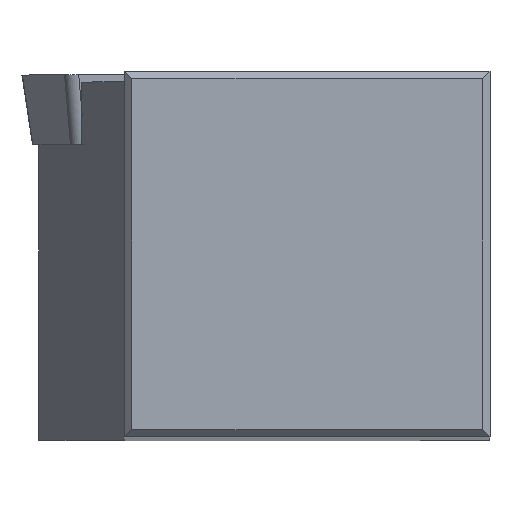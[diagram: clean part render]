
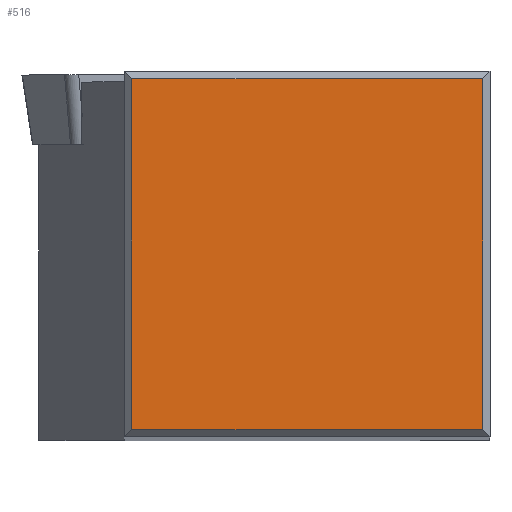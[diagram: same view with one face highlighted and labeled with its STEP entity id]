
A CAD part, top view. The second image highlights one B-rep face of the part: STEP entity #516.
In plain terms, the highlighted planar face has unit normal (0, 0, 1).
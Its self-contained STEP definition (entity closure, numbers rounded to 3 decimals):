
#112=DIRECTION('',(-1.,0.,0.));
#113=VECTOR('',#112,24.);
#114=CARTESIAN_POINT('',(-0.5,24.5,0.));
#115=LINE('',#114,#113);
#119=DIRECTION('',(0.,1.,0.));
#120=VECTOR('',#119,24.);
#121=CARTESIAN_POINT('',(-0.5,0.5,0.));
#122=LINE('',#121,#120);
#126=DIRECTION('',(1.,0.,0.));
#127=VECTOR('',#126,24.);
#128=CARTESIAN_POINT('',(-24.5,0.5,0.));
#129=LINE('',#128,#127);
#133=DIRECTION('',(0.,-1.,0.));
#134=VECTOR('',#133,24.);
#135=CARTESIAN_POINT('',(-24.5,24.5,0.));
#136=LINE('',#135,#134);
#451=CARTESIAN_POINT('',(-0.5,24.5,0.));
#452=CARTESIAN_POINT('',(-24.5,24.5,0.));
#453=VERTEX_POINT('',#451);
#454=VERTEX_POINT('',#452);
#455=CARTESIAN_POINT('',(-0.5,0.5,0.));
#456=VERTEX_POINT('',#455);
#461=CARTESIAN_POINT('',(-24.5,0.5,0.));
#462=VERTEX_POINT('',#461);
#501=CARTESIAN_POINT('',(0.,0.,0.));
#502=DIRECTION('',(0.,0.,-1.));
#503=DIRECTION('',(0.,1.,0.));
#504=AXIS2_PLACEMENT_3D('',#501,#502,#503);
#505=PLANE('',#504);
#507=ORIENTED_EDGE('',*,*,#506,.F.);
#509=ORIENTED_EDGE('',*,*,#508,.F.);
#511=ORIENTED_EDGE('',*,*,#510,.F.);
#513=ORIENTED_EDGE('',*,*,#512,.F.);
#514=EDGE_LOOP('',(#507,#509,#511,#513));
#515=FACE_OUTER_BOUND('',#514,.F.);
#506=EDGE_CURVE('',#453,#454,#115,.T.);
#508=EDGE_CURVE('',#456,#453,#122,.T.);
#510=EDGE_CURVE('',#462,#456,#129,.T.);
#512=EDGE_CURVE('',#454,#462,#136,.T.);
#516=ADVANCED_FACE('',(#515),#505,.F.);
